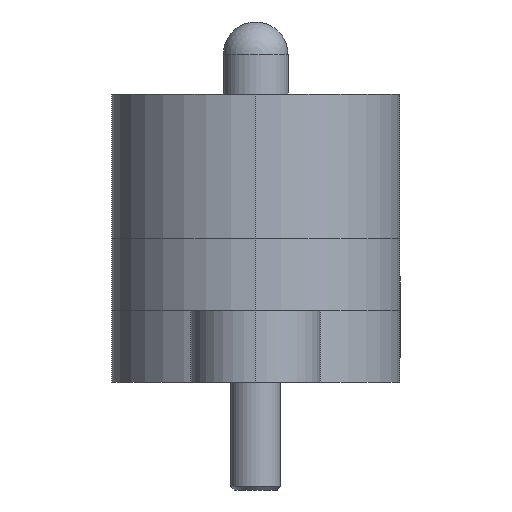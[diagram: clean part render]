
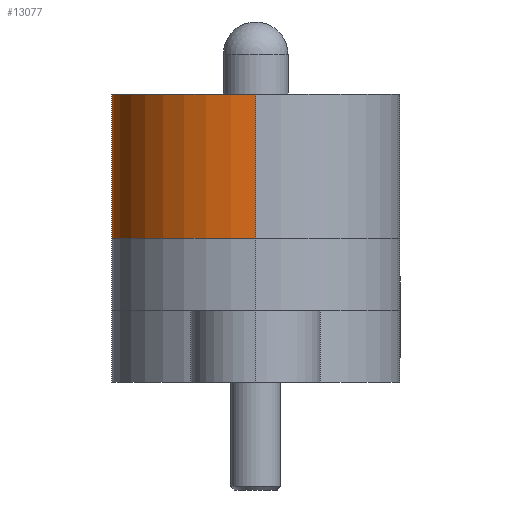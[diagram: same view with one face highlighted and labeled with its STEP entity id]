
A CAD part, left-side view. The second image highlights one B-rep face of the part: STEP entity #13077.
In plain terms, the highlighted cylindrical face has radius 2 mm (diameter 4 mm), a partial arc.
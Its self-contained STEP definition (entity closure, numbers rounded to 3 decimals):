
#128 = CIRCLE ( 'NONE', #8892, 2. ) ;
#875 = CARTESIAN_POINT ( 'NONE',  ( -8.04, 0., 3. ) ) ;
#1032 = AXIS2_PLACEMENT_3D ( 'NONE', #875, #5331, #10632 ) ;
#1566 = ORIENTED_EDGE ( 'NONE', *, *, #6571, .F. ) ;
#1840 = VECTOR ( 'NONE', #6884, 1000. ) ;
#2308 = AXIS2_PLACEMENT_3D ( 'NONE', #5792, #5928, #4629 ) ;
#2579 = CARTESIAN_POINT ( 'NONE',  ( -8.04, 2., 1. ) ) ;
#3492 = EDGE_LOOP ( 'NONE', ( #13096, #1566, #12899, #9294 ) ) ;
#3583 = FACE_OUTER_BOUND ( 'NONE', #3492, .T. ) ;
#3714 = EDGE_CURVE ( 'NONE', #4755, #5340, #10995, .T. ) ;
#4629 = DIRECTION ( 'NONE',  ( 1., 0., 0. ) ) ;
#4685 = LINE ( 'NONE', #2579, #1840 ) ;
#4755 = VERTEX_POINT ( 'NONE', #5663 ) ;
#5331 = DIRECTION ( 'NONE',  ( 0., 0., -1. ) ) ;
#5340 = VERTEX_POINT ( 'NONE', #8004 ) ;
#5663 = CARTESIAN_POINT ( 'NONE',  ( -10.04, 0., 3. ) ) ;
#5792 = CARTESIAN_POINT ( 'NONE',  ( -8.04, 0., 3. ) ) ;
#5928 = DIRECTION ( 'NONE',  ( 0., 0., 1. ) ) ;
#6017 = CIRCLE ( 'NONE', #2308, 2. ) ;
#6299 = DIRECTION ( 'NONE',  ( 0., 0., -1. ) ) ;
#6571 = EDGE_CURVE ( 'NONE', #10005, #4755, #6017, .T. ) ;
#6797 = CARTESIAN_POINT ( 'NONE',  ( -8.04, 2., 1. ) ) ;
#6884 = DIRECTION ( 'NONE',  ( 0., 0., 1. ) ) ;
#6949 = CARTESIAN_POINT ( 'NONE',  ( -8.04, 2., 3. ) ) ;
#7355 = VECTOR ( 'NONE', #9966, 1000. ) ;
#7949 = CYLINDRICAL_SURFACE ( 'NONE', #1032, 2. ) ;
#8004 = CARTESIAN_POINT ( 'NONE',  ( -10.04, 0., 1. ) ) ;
#8406 = DIRECTION ( 'NONE',  ( 1., 0., 0. ) ) ;
#8892 = AXIS2_PLACEMENT_3D ( 'NONE', #12880, #6299, #8406 ) ;
#9224 = EDGE_CURVE ( 'NONE', #11864, #10005, #4685, .T. ) ;
#9294 = ORIENTED_EDGE ( 'NONE', *, *, #13727, .F. ) ;
#9966 = DIRECTION ( 'NONE',  ( 0., 0., -1. ) ) ;
#10005 = VERTEX_POINT ( 'NONE', #6949 ) ;
#10632 = DIRECTION ( 'NONE',  ( -1., 0., 0. ) ) ;
#10995 = LINE ( 'NONE', #11920, #7355 ) ;
#11864 = VERTEX_POINT ( 'NONE', #6797 ) ;
#11920 = CARTESIAN_POINT ( 'NONE',  ( -10.04, 0., 3. ) ) ;
#12880 = CARTESIAN_POINT ( 'NONE',  ( -8.04, 0., 1. ) ) ;
#12899 = ORIENTED_EDGE ( 'NONE', *, *, #9224, .F. ) ;
#13077 = ADVANCED_FACE ( 'NONE', ( #3583 ), #7949, .T. ) ;
#13096 = ORIENTED_EDGE ( 'NONE', *, *, #3714, .F. ) ;
#13727 = EDGE_CURVE ( 'NONE', #5340, #11864, #128, .T. ) ;
